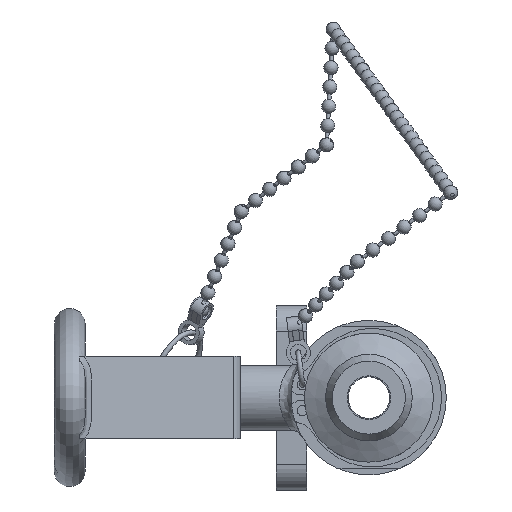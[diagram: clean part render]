
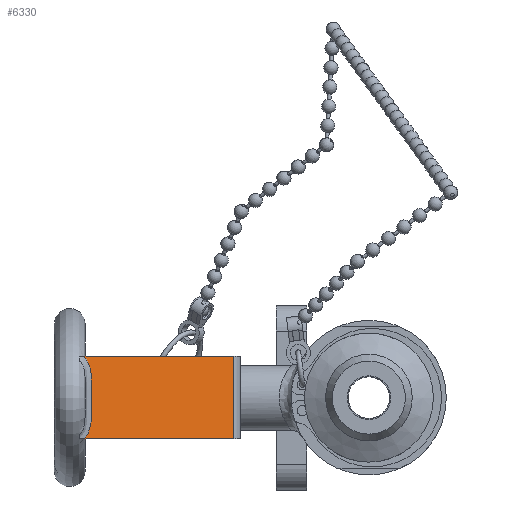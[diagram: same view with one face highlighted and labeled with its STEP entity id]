
A CAD part, left-side view. The second image highlights one B-rep face of the part: STEP entity #6330.
In plain terms, the highlighted planar face has unit normal (-0.866, -0.5, 0).
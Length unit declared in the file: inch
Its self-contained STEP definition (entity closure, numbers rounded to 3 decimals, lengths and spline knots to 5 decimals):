
#76=B_SPLINE_CURVE_WITH_KNOTS('',3,(#11947,#11948,#11949,#11950,#11951,
#11952,#11953,#11954,#11955,#11956,#11957,#11958,#11959),.UNSPECIFIED.,
 .F.,.F.,(4,1,1,1,1,1,1,1,1,1,4),(-6.81252,-6.76324,-6.59257,
-6.25124,-5.90991,-5.73924,-5.56858,
-5.22724,-4.88591,-4.71525,-4.66597),
 .UNSPECIFIED.);
#482=LINE('',#11094,#821);
#499=LINE('',#11993,#838);
#501=LINE('',#11996,#840);
#821=VECTOR('',#9035,0.3937);
#838=VECTOR('',#9100,0.3937);
#840=VECTOR('',#9104,0.3937);
#1351=FACE_OUTER_BOUND('',#1740,.T.);
#1740=EDGE_LOOP('',(#5334,#5335,#5336,#5337));
#2769=VERTEX_POINT('',#11091);
#2770=VERTEX_POINT('',#11093);
#2803=VERTEX_POINT('',#11946);
#2809=VERTEX_POINT('',#11991);
#3608=EDGE_CURVE('',#2769,#2770,#482,.T.);
#3658=EDGE_CURVE('',#2770,#2803,#76,.T.);
#3668=EDGE_CURVE('',#2809,#2769,#499,.T.);
#3670=EDGE_CURVE('',#2803,#2809,#501,.T.);
#5334=ORIENTED_EDGE('',*,*,#3658,.F.);
#5335=ORIENTED_EDGE('',*,*,#3608,.F.);
#5336=ORIENTED_EDGE('',*,*,#3668,.F.);
#5337=ORIENTED_EDGE('',*,*,#3670,.F.);
#5628=PLANE('',#7181);
#6330=ADVANCED_FACE('',(#1351),#5628,.T.);
#7181=AXIS2_PLACEMENT_3D('',#11995,#9102,#9103);
#9035=DIRECTION('',(-0.5,0.866,0.));
#9100=DIRECTION('',(0.,0.,-1.));
#9102=DIRECTION('center_axis',(-0.866,-0.5,0.));
#9103=DIRECTION('ref_axis',(0.5,-0.866,0.));
#9104=DIRECTION('',(0.5,-0.866,0.));
#11091=CARTESIAN_POINT('',(-0.73857,1.82765,-0.51031));
#11093=CARTESIAN_POINT('',(-1.57775,3.28114,-0.51031));
#11094=CARTESIAN_POINT('',(-1.60249,3.324,-0.51031));
#11946=CARTESIAN_POINT('',(-1.57775,3.28114,0.28969));
#11947=CARTESIAN_POINT('Ctrl Pts',(-1.57775,3.28114,-0.51031));
#11948=CARTESIAN_POINT('Ctrl Pts',(-1.57526,3.27683,-0.50619));
#11949=CARTESIAN_POINT('Ctrl Pts',(-1.56465,3.25846,-0.48653));
#11950=CARTESIAN_POINT('Ctrl Pts',(-1.54424,3.2231,-0.42377));
#11951=CARTESIAN_POINT('Ctrl Pts',(-1.53401,3.2054,-0.31161));
#11952=CARTESIAN_POINT('Ctrl Pts',(-1.53545,3.20789,-0.19992));
#11953=CARTESIAN_POINT('Ctrl Pts',(-1.53619,3.20916,-0.1103));
#11954=CARTESIAN_POINT('Ctrl Pts',(-1.53545,3.20788,-0.02069));
#11955=CARTESIAN_POINT('Ctrl Pts',(-1.534,3.20537,0.09097));
#11956=CARTESIAN_POINT('Ctrl Pts',(-1.54423,3.2231,0.20316));
#11957=CARTESIAN_POINT('Ctrl Pts',(-1.56465,3.25846,0.26591));
#11958=CARTESIAN_POINT('Ctrl Pts',(-1.57525,3.27683,0.28556));
#11959=CARTESIAN_POINT('Ctrl Pts',(-1.57775,3.28114,0.28969));
#11991=CARTESIAN_POINT('',(-0.73857,1.82765,0.28969));
#11993=CARTESIAN_POINT('',(-0.73857,1.82765,-0.11031));
#11995=CARTESIAN_POINT('Origin',(-1.60249,3.324,-0.11031));
#11996=CARTESIAN_POINT('',(-1.60249,3.324,0.28969));
